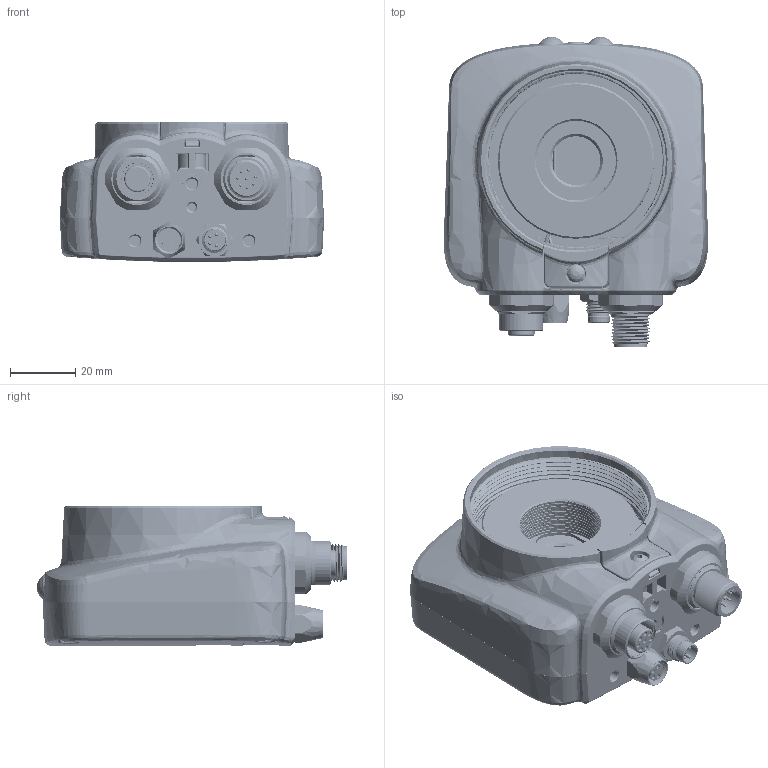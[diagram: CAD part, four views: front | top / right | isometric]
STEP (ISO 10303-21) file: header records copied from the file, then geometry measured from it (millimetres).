
FILE_DESCRIPTION((''),'2;1');
FILE_NAME('159084_SW','2012-04-16T',('banengservice'),('BANNER ENGINEERING'),'PRO/ENGINEER BY PARAMETRIC TECHNOLOGY CORPORATION, 2009141','PRO/ENGINEER BY PARAMETRIC TECHNOLOGY CORPORATION, 2009141','');
FILE_SCHEMA(('CONFIG_CONTROL_DESIGN'));
Products named in the file (1): 159084_SW
Bounding box: 81.19 x 95.25 x 43 mm (x, y, z)
Volume: 74439.2 mm3; surface area: 62129 mm2
Topology: 4 solids, 5 shells, 3354 faces, 8398 edges, 5131 vertices
Faces by surface type: cylinder 1115, bspline 913, plane 729, cone 275, torus 175, sphere 119, extrusion 28
Entity records: 232720 total; most frequent: CARTESIAN_POINT 159018, ORIENTED_EDGE 16714, DIRECTION 13724, EDGE_CURVE 8357, AXIS2_PLACEMENT_3D 5611, VERTEX_POINT 5131, EDGE_LOOP 3626, FACE_OUTER_BOUND 3354
